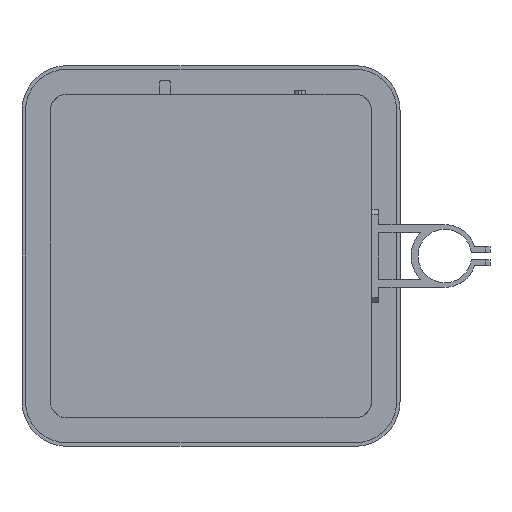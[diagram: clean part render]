
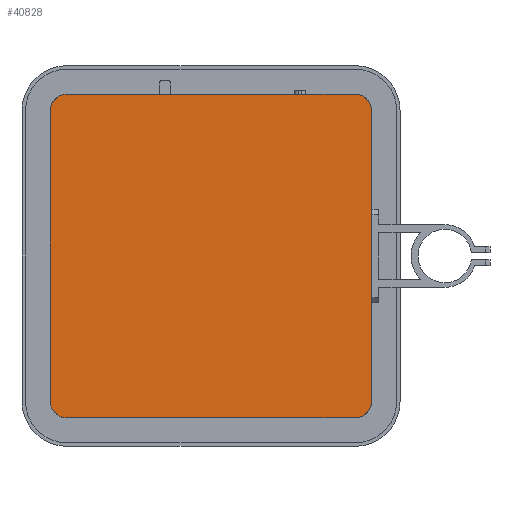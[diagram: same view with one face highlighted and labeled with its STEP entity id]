
A CAD part, front view. The second image highlights one B-rep face of the part: STEP entity #40828.
In plain terms, the highlighted planar face has unit normal (0, -1, 0).
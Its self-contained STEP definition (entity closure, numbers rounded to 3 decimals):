
#1670=PLANE('',#44032);
#4131=FACE_OUTER_BOUND('',#6613,.T.);
#6613=EDGE_LOOP('',(#34169,#34170,#34171,#34172,#34173,#34174,#34175,#34176));
#9730=LINE('',#69511,#13159);
#10035=LINE('',#70144,#13464);
#10810=LINE('',#71682,#14239);
#10813=LINE('',#71688,#14242);
#13159=VECTOR('',#50480,10.);
#13464=VECTOR('',#51139,10.);
#14239=VECTOR('',#52442,10.);
#14242=VECTOR('',#52451,10.);
#16111=CIRCLE('',#43519,7.);
#16158=CIRCLE('',#43757,7.);
#16161=CIRCLE('',#43763,7.);
#16164=CIRCLE('',#44030,7.);
#18328=VERTEX_POINT('',#69281);
#18329=VERTEX_POINT('',#69282);
#18403=VERTEX_POINT('',#69509);
#18533=VERTEX_POINT('',#70087);
#18552=VERTEX_POINT('',#70131);
#18553=VERTEX_POINT('',#70133);
#18554=VERTEX_POINT('',#70143);
#19053=VERTEX_POINT('',#71680);
#23133=EDGE_CURVE('',#18328,#18329,#16111,.T.);
#23258=EDGE_CURVE('',#18328,#18403,#9730,.T.);
#23545=EDGE_CURVE('',#18533,#18403,#16158,.T.);
#23568=EDGE_CURVE('',#18552,#18553,#16161,.T.);
#23576=EDGE_CURVE('',#18554,#18553,#10035,.T.);
#24353=EDGE_CURVE('',#18533,#19053,#10810,.T.);
#24356=EDGE_CURVE('',#18554,#19053,#16164,.T.);
#24357=EDGE_CURVE('',#18552,#18329,#10813,.T.);
#34169=ORIENTED_EDGE('',*,*,#23568,.F.);
#34170=ORIENTED_EDGE('',*,*,#24357,.T.);
#34171=ORIENTED_EDGE('',*,*,#23133,.F.);
#34172=ORIENTED_EDGE('',*,*,#23258,.T.);
#34173=ORIENTED_EDGE('',*,*,#23545,.F.);
#34174=ORIENTED_EDGE('',*,*,#24353,.T.);
#34175=ORIENTED_EDGE('',*,*,#24356,.F.);
#34176=ORIENTED_EDGE('',*,*,#23576,.T.);
#40828=ADVANCED_FACE('',(#4131),#1670,.F.);
#43519=AXIS2_PLACEMENT_3D('',#69283,#50257,#50258);
#43757=AXIS2_PLACEMENT_3D('',#70088,#51096,#51097);
#43763=AXIS2_PLACEMENT_3D('',#70134,#51128,#51129);
#44030=AXIS2_PLACEMENT_3D('',#71686,#52447,#52448);
#44032=AXIS2_PLACEMENT_3D('',#71689,#52452,#52453);
#50257=DIRECTION('center_axis',(0.,1.,0.));
#50258=DIRECTION('ref_axis',(0.,0.,1.));
#50480=DIRECTION('',(-1.,0.,0.));
#51096=DIRECTION('center_axis',(0.,1.,0.));
#51097=DIRECTION('ref_axis',(-1.,0.,0.));
#51128=DIRECTION('center_axis',(0.,1.,0.));
#51129=DIRECTION('ref_axis',(1.,0.,0.));
#51139=DIRECTION('',(1.,0.,0.));
#52442=DIRECTION('',(0.,0.,-1.));
#52447=DIRECTION('center_axis',(0.,1.,0.));
#52448=DIRECTION('ref_axis',(0.,0.,-1.));
#52451=DIRECTION('',(0.,0.,1.));
#52452=DIRECTION('center_axis',(0.,1.,0.));
#52453=DIRECTION('ref_axis',(1.,0.,0.));
#69281=CARTESIAN_POINT('',(61.747,0.,68.83));
#69282=CARTESIAN_POINT('',(68.747,0.,61.83));
#69283=CARTESIAN_POINT('Origin',(61.747,0.,61.83));
#69509=CARTESIAN_POINT('',(-62.253,0.,68.83));
#69511=CARTESIAN_POINT('',(61.747,0.,68.83));
#70087=CARTESIAN_POINT('',(-69.253,0.,61.83));
#70088=CARTESIAN_POINT('Origin',(-62.253,0.,61.83));
#70131=CARTESIAN_POINT('',(68.747,0.,-63.253));
#70133=CARTESIAN_POINT('',(61.747,0.,-70.253));
#70134=CARTESIAN_POINT('Origin',(61.747,0.,-63.253));
#70143=CARTESIAN_POINT('',(-62.253,0.,-70.253));
#70144=CARTESIAN_POINT('',(-62.253,0.,-70.253));
#71680=CARTESIAN_POINT('',(-69.253,0.,-63.253));
#71682=CARTESIAN_POINT('',(-69.253,0.,61.83));
#71686=CARTESIAN_POINT('Origin',(-62.253,0.,-63.253));
#71688=CARTESIAN_POINT('',(68.747,0.,-63.253));
#71689=CARTESIAN_POINT('Origin',(-0.253,0.,-0.712));
